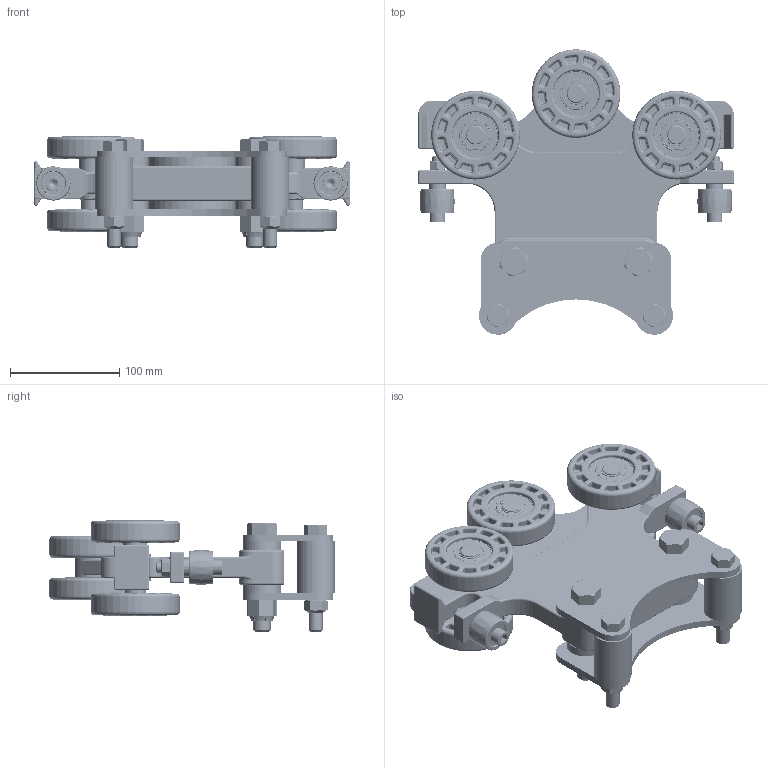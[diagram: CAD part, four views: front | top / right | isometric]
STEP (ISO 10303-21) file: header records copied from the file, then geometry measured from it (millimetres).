
FILE_DESCRIPTION((''),'2;1');
FILE_NAME('20066 112C TROLLEY SMALL ZIM BRACKET.stp','2011-03-24T15:00:55',('jholman'),(''),'Autodesk Inventor 2011','Autodesk Inventor 2011','');
FILE_SCHEMA(('AUTOMOTIVE_DESIGN { 1 0 10303 214 1 1 1 1 }'));
Length unit declared in the file: inch
Products named in the file (25): 20066; 20071; 3D11B4B4C; 3D11JDF4B; 3D11I6B4A; 3D11H6B4A; Hex Nut - UNC (Regular Thread - Inch) 3/8 - 16; 57141; 32045; 3D11HDF4B; 3D11IDF4A; 3D11ODF4B; 3D11KDF4A; 3D11MDF4A; 3D11LDF4A; 3D11NDF4A; Unbrako UNC Hex Socket Cap - Inch 3/8 x 2; 3D11DDB4C; 3D119DB4C; 3D11WCB4B; 3D11XCB4B; Hex Bolt - UNC (Regular Thread - Inch) 5/8-11 UNC - 3.5; Hex Bolt - UNC (Regular Thread - Inch) 1/2-13 UNC - 3.5; 3D11Y3B4A; Prevailing Torque Type Hex Nut - UNC (Regular Thread - Inch)  (IFI) 1/2 - 13 Metal Type
Assembly tree (50 placements, depth 4):
  20066
    20071
      3D11B4B4C
      3D11JDF4B  x2
      3D11I6B4A  x3
      3D11H6B4A  x6
      Hex Nut - UNC (Regular Thread - Inch) 3/8 - 16  x2
      57141
      32045  x6
        3D11HDF4B
        3D11IDF4A
      3D11ODF4B  x2
        3D11KDF4A
        3D11MDF4A
        3D11LDF4A
        3D11NDF4A
      Unbrako UNC Hex Socket Cap - Inch 3/8 x 2  x2
    3D11DDB4C
      3D119DB4C  x2
      3D11WCB4B  x2
      3D11XCB4B  x4
      Hex Bolt - UNC (Regular Thread - Inch) 5/8-11 UNC - 3.5  x2
      Hex Bolt - UNC (Regular Thread - Inch) 1/2-13 UNC - 3.5  x2
      3D11Y3B4A  x2
      Prevailing Torque Type Hex Nut - UNC (Regular Thread - Inch)  (IFI) 1/2 - 13 Metal Type  x2
Bounding box: 288.93 x 261.25 x 101.81 mm (x, y, z)
Volume: 1545263 mm3; surface area: 411581.2 mm2
Topology: 53 solids, 55 shells, 6507 faces, 15008 edges, 8206 vertices
Faces by surface type: plane 1734, bspline 1634, torus 1106, cylinder 934, sphere 670, cone 429
Full cylindrical faces by diameter (mm): 1.016 x12, 1.321 x6, 7.798 x2, 9.525 x10, 9.754 x2, 10.592 x2, 12.7 x6, 13.081 x2, 14.3 x2, 15.392 x2, 15.875 x8, 15.977 x4, 16.307 x2, 16.954 x12, 16.993 x6, 17.463 x13, 17.78 x2, 17.882 x3, 19.05 x13, 22.098 x4, 22.174 x4, 22.225 x7, 23.813 x2, 26.594 x12, 26.797 x12, 28.575 x4, 34.925 x7, 41.707 x12, 41.91 x12, 42.238 x12
Entity records: 54525 total; most frequent: CARTESIAN_POINT 19831, DIRECTION 6920, ORIENTED_EDGE 6836, EDGE_CURVE 3418, AXIS2_PLACEMENT_3D 3033, VERTEX_POINT 2032, EDGE_LOOP 1940, CIRCLE 1665
